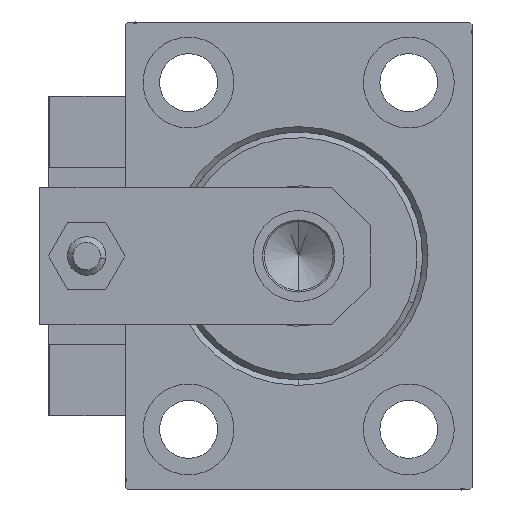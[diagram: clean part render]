
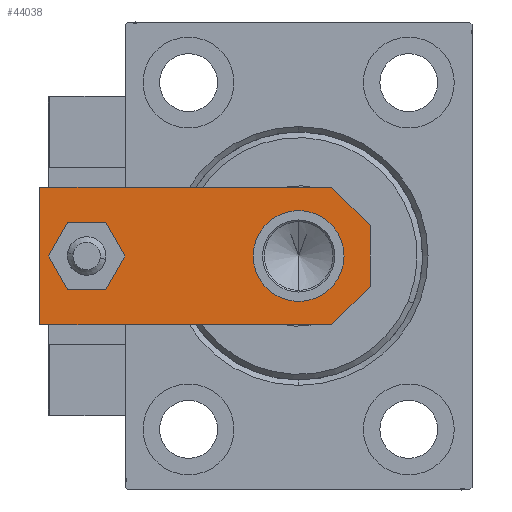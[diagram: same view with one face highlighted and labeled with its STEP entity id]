
A CAD part, left-side view. The second image highlights one B-rep face of the part: STEP entity #44038.
In plain terms, the highlighted face is planar.
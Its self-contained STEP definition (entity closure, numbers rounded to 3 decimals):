
#388 = VECTOR ( 'NONE', #22969, 1000. ) ;
#400 = VERTEX_POINT ( 'NONE', #25091 ) ;
#525 = EDGE_CURVE ( 'NONE', #26375, #18085, #42669, .T. ) ;
#1916 = EDGE_CURVE ( 'NONE', #45972, #45598, #44367, .T. ) ;
#2568 = CARTESIAN_POINT ( 'NONE',  ( 0., 0., 6. ) ) ;
#2796 = EDGE_LOOP ( 'NONE', ( #19727, #30896 ) ) ;
#2893 = CARTESIAN_POINT ( 'NONE',  ( 12.5, 0., 6. ) ) ;
#3386 = LINE ( 'NONE', #2893, #48452 ) ;
#3690 = EDGE_CURVE ( 'NONE', #38552, #33153, #3386, .T. ) ;
#3994 = ORIENTED_EDGE ( 'NONE', *, *, #11221, .T. ) ;
#4117 = CARTESIAN_POINT ( 'NONE',  ( 0., 51.5, 6. ) ) ;
#4550 = DIRECTION ( 'NONE',  ( 1., 0., 0. ) ) ;
#4708 = AXIS2_PLACEMENT_3D ( 'NONE', #4117, #34238, #18801 ) ;
#5269 = DIRECTION ( 'NONE',  ( 1., 0., 0. ) ) ;
#6082 = CARTESIAN_POINT ( 'NONE',  ( 4., 51.5, 6. ) ) ;
#6629 = CIRCLE ( 'NONE', #34898, 8.25 ) ;
#7571 = EDGE_CURVE ( 'NONE', #18085, #26375, #39442, .T. ) ;
#7917 = DIRECTION ( 'NONE',  ( -1., 0., 0. ) ) ;
#8603 = CARTESIAN_POINT ( 'NONE',  ( 0., 51.5, 6. ) ) ;
#8870 = VECTOR ( 'NONE', #42112, 1000. ) ;
#9647 = CARTESIAN_POINT ( 'NONE',  ( -12.5, 60., 6. ) ) ;
#9677 = DIRECTION ( 'NONE',  ( 0., 0., 1. ) ) ;
#10029 = EDGE_CURVE ( 'NONE', #400, #38552, #11061, .T. ) ;
#10296 = DIRECTION ( 'NONE',  ( 0., 0., 1. ) ) ;
#10562 = DIRECTION ( 'NONE',  ( 0.707, 0.707, 0. ) ) ;
#11061 = LINE ( 'NONE', #45230, #35477 ) ;
#11221 = EDGE_CURVE ( 'NONE', #33437, #27423, #14541, .T. ) ;
#12070 = VECTOR ( 'NONE', #7917, 1000. ) ;
#12608 = DIRECTION ( 'NONE',  ( 0., 0., 1. ) ) ;
#13011 = CARTESIAN_POINT ( 'NONE',  ( -2.75, -2.75, 6. ) ) ;
#13216 = PLANE ( 'NONE',  #31730 ) ;
#14541 = LINE ( 'NONE', #27169, #8870 ) ;
#14545 = EDGE_CURVE ( 'NONE', #33153, #33437, #46386, .T. ) ;
#16269 = EDGE_LOOP ( 'NONE', ( #27836, #33652 ) ) ;
#17005 = FACE_BOUND ( 'NONE', #16269, .T. ) ;
#18085 = VERTEX_POINT ( 'NONE', #50063 ) ;
#18801 = DIRECTION ( 'NONE',  ( 1., 0., 0. ) ) ;
#19727 = ORIENTED_EDGE ( 'NONE', *, *, #1916, .F. ) ;
#19939 = ORIENTED_EDGE ( 'NONE', *, *, #34181, .T. ) ;
#20039 = CARTESIAN_POINT ( 'NONE',  ( 8.25, 13., 6. ) ) ;
#20840 = AXIS2_PLACEMENT_3D ( 'NONE', #8603, #27567, #4550 ) ;
#22969 = DIRECTION ( 'NONE',  ( 1., 0., 0. ) ) ;
#24140 = DIRECTION ( 'NONE',  ( 0.707, -0.707, 0. ) ) ;
#25091 = CARTESIAN_POINT ( 'NONE',  ( 5.5, 0., 6. ) ) ;
#26375 = VERTEX_POINT ( 'NONE', #6082 ) ;
#26777 = LINE ( 'NONE', #42216, #388 ) ;
#27169 = CARTESIAN_POINT ( 'NONE',  ( -12.5, 60., 6. ) ) ;
#27423 = VERTEX_POINT ( 'NONE', #49913 ) ;
#27567 = DIRECTION ( 'NONE',  ( 0., 0., 1. ) ) ;
#27836 = ORIENTED_EDGE ( 'NONE', *, *, #7571, .F. ) ;
#28154 = EDGE_LOOP ( 'NONE', ( #3994, #19939, #37236, #46232, #36385, #43776 ) ) ;
#28418 = CARTESIAN_POINT ( 'NONE',  ( 12.5, 7., 6. ) ) ;
#30028 = CARTESIAN_POINT ( 'NONE',  ( 0., 13., 6. ) ) ;
#30711 = VERTEX_POINT ( 'NONE', #48182 ) ;
#30896 = ORIENTED_EDGE ( 'NONE', *, *, #38187, .F. ) ;
#31730 = AXIS2_PLACEMENT_3D ( 'NONE', #2568, #9677, #48631 ) ;
#32244 = EDGE_CURVE ( 'NONE', #30711, #400, #26777, .T. ) ;
#32700 = FACE_BOUND ( 'NONE', #2796, .T. ) ;
#33153 = VERTEX_POINT ( 'NONE', #41538 ) ;
#33437 = VERTEX_POINT ( 'NONE', #9647 ) ;
#33652 = ORIENTED_EDGE ( 'NONE', *, *, #525, .F. ) ;
#34181 = EDGE_CURVE ( 'NONE', #27423, #30711, #35281, .T. ) ;
#34238 = DIRECTION ( 'NONE',  ( 0., 0., 1. ) ) ;
#34898 = AXIS2_PLACEMENT_3D ( 'NONE', #40175, #12608, #5269 ) ;
#35281 = LINE ( 'NONE', #13011, #42834 ) ;
#35477 = VECTOR ( 'NONE', #10562, 1000. ) ;
#36385 = ORIENTED_EDGE ( 'NONE', *, *, #3690, .T. ) ;
#37236 = ORIENTED_EDGE ( 'NONE', *, *, #32244, .T. ) ;
#38187 = EDGE_CURVE ( 'NONE', #45598, #45972, #6629, .T. ) ;
#38552 = VERTEX_POINT ( 'NONE', #28418 ) ;
#39442 = CIRCLE ( 'NONE', #4708, 4. ) ;
#40175 = CARTESIAN_POINT ( 'NONE',  ( 0., 13., 6. ) ) ;
#40791 = FACE_OUTER_BOUND ( 'NONE', #28154, .T. ) ;
#41538 = CARTESIAN_POINT ( 'NONE',  ( 12.5, 60., 6. ) ) ;
#42112 = DIRECTION ( 'NONE',  ( 0., -1., 0. ) ) ;
#42216 = CARTESIAN_POINT ( 'NONE',  ( -12.5, 0., 6. ) ) ;
#42580 = CARTESIAN_POINT ( 'NONE',  ( 12.5, 60., 6. ) ) ;
#42669 = CIRCLE ( 'NONE', #20840, 4. ) ;
#42834 = VECTOR ( 'NONE', #24140, 1000. ) ;
#43776 = ORIENTED_EDGE ( 'NONE', *, *, #14545, .T. ) ;
#44038 = ADVANCED_FACE ( 'NONE', ( #17005, #40791, #32700 ), #13216, .T. ) ;
#44367 = CIRCLE ( 'NONE', #46777, 8.25 ) ;
#44721 = DIRECTION ( 'NONE',  ( 1., 0., 0. ) ) ;
#45230 = CARTESIAN_POINT ( 'NONE',  ( 2.75, -2.75, 6. ) ) ;
#45598 = VERTEX_POINT ( 'NONE', #20039 ) ;
#45894 = DIRECTION ( 'NONE',  ( 0., 1., 0. ) ) ;
#45972 = VERTEX_POINT ( 'NONE', #47810 ) ;
#46232 = ORIENTED_EDGE ( 'NONE', *, *, #10029, .T. ) ;
#46386 = LINE ( 'NONE', #42580, #12070 ) ;
#46777 = AXIS2_PLACEMENT_3D ( 'NONE', #30028, #10296, #44721 ) ;
#47810 = CARTESIAN_POINT ( 'NONE',  ( -8.25, 13., 6. ) ) ;
#48182 = CARTESIAN_POINT ( 'NONE',  ( -5.5, 0., 6. ) ) ;
#48452 = VECTOR ( 'NONE', #45894, 1000. ) ;
#48631 = DIRECTION ( 'NONE',  ( 1., 0., 0. ) ) ;
#49913 = CARTESIAN_POINT ( 'NONE',  ( -12.5, 7., 6. ) ) ;
#50063 = CARTESIAN_POINT ( 'NONE',  ( -4., 51.5, 6. ) ) ;
